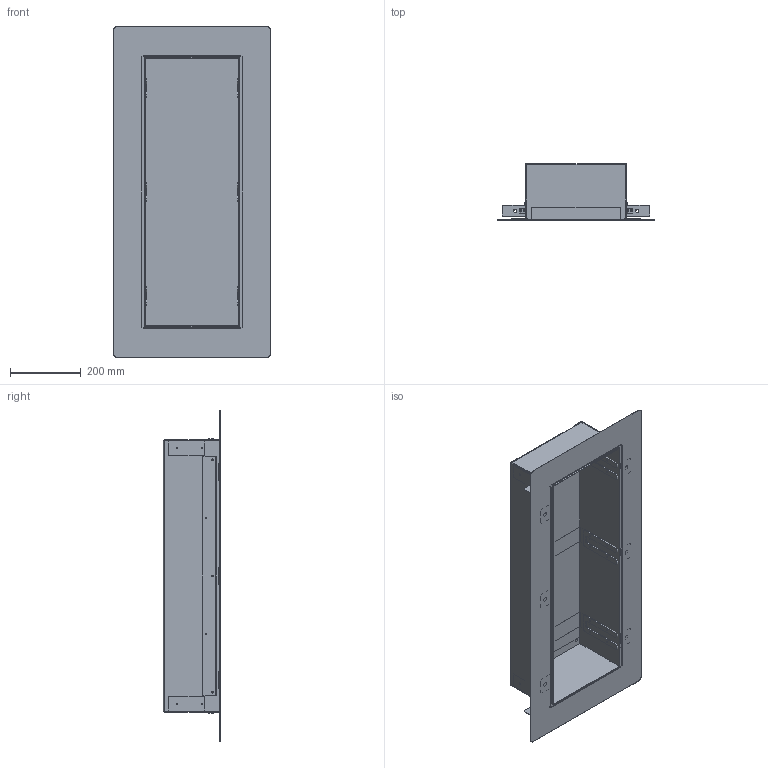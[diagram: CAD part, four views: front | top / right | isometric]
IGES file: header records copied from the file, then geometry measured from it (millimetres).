
Global section: file name: 461790; native system: Autodesk Inventor 2018; preprocessor: unknown; author: JANAN; date: 20190903.082055; units: millimetre
Bounding box: 447.5 x 163 x 940.5 mm (x, y, z)
Volume: 2272167.4 mm3; surface area: 2980095.3 mm2
Topology: 17 solids, 33 shells, 970 faces, 2512 edges, 1570 vertices
Faces by surface type: bspline 970
